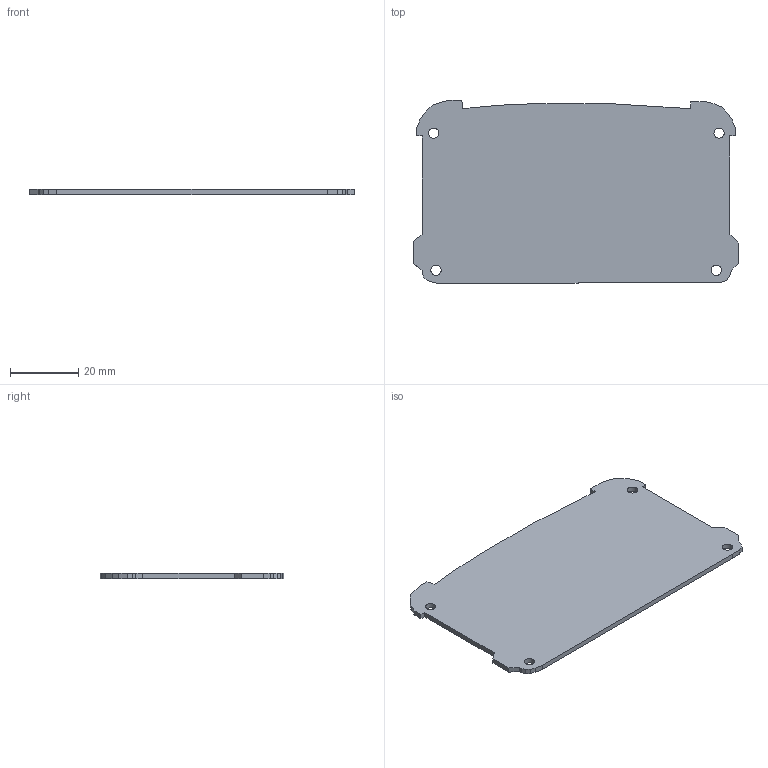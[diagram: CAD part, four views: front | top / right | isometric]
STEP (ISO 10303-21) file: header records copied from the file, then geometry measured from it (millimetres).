
FILE_DESCRIPTION(('KiCad electronic assembly'),'2;1');
FILE_NAME('back.step','2025-12-06T12:41:03',('Pcbnew'),('Kicad'), 'Open CASCADE STEP processor 7.9','KiCad to STEP converter','Unknown' );
FILE_SCHEMA(('AUTOMOTIVE_DESIGN { 1 0 10303 214 1 1 1 1 }'));
Length unit declared in the file: millimetre
Products named in the file (2): back 1; back_PCB
Assembly tree (1 placements, depth 2):
  back 1
    back_PCB
Bounding box: 95.5 x 54 x 1.51 mm (x, y, z)
Volume: 7184.4 mm3; surface area: 10012.7 mm2
Topology: 1 solids, 1 shells, 53 faces, 153 edges, 102 vertices
Faces by surface type: plane 49, cylinder 4
Full cylindrical faces by diameter (mm): 3 x4
Entity records: 1768 total; most frequent: CARTESIAN_POINT 310, ORIENTED_EDGE 306, DIRECTION 271, EDGE_CURVE 153, LINE 145, VECTOR 145, VERTEX_POINT 102, AXIS2_PLACEMENT_3D 63
